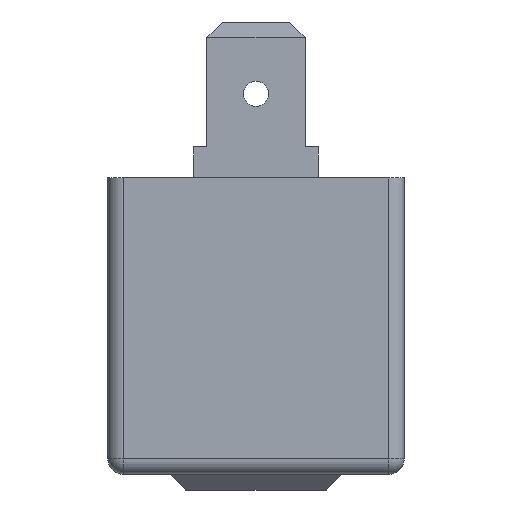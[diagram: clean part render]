
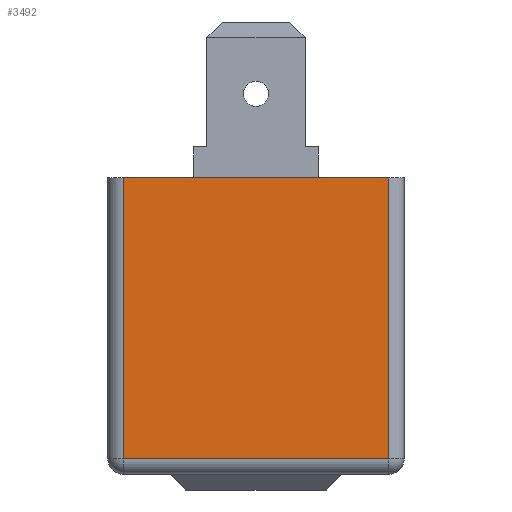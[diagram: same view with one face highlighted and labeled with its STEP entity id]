
A CAD part, left-side view. The second image highlights one B-rep face of the part: STEP entity #3492.
In plain terms, the highlighted planar face has unit normal (-1, 0, 0).
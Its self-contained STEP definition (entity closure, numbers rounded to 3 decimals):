
#89 = CARTESIAN_POINT ( 'NONE',  ( -26.473, -14.442, 15.183 ) ) ;
#116 = DIRECTION ( 'NONE',  ( 0., 0., 1. ) ) ;
#215 = ORIENTED_EDGE ( 'NONE', *, *, #1751, .T. ) ;
#396 = VECTOR ( 'NONE', #2792, 1000. ) ;
#423 = CARTESIAN_POINT ( 'NONE',  ( -26.473, -15.442, 15.183 ) ) ;
#709 = PLANE ( 'NONE',  #3593 ) ;
#722 = DIRECTION ( 'NONE',  ( 0., 0., -1. ) ) ;
#789 = CARTESIAN_POINT ( 'NONE',  ( -26.473, 2.558, 15.183 ) ) ;
#870 = CARTESIAN_POINT ( 'NONE',  ( -26.473, -15.442, -2.817 ) ) ;
#876 = LINE ( 'NONE', #3663, #2825 ) ;
#1145 = DIRECTION ( 'NONE',  ( 0., 0., -1. ) ) ;
#1149 = VERTEX_POINT ( 'NONE', #789 ) ;
#1155 = DIRECTION ( 'NONE',  ( 0., -1., 0. ) ) ;
#1185 = VERTEX_POINT ( 'NONE', #2868 ) ;
#1213 = LINE ( 'NONE', #2879, #396 ) ;
#1339 = VECTOR ( 'NONE', #1155, 1000. ) ;
#1429 = LINE ( 'NONE', #870, #1339 ) ;
#1430 = EDGE_CURVE ( 'NONE', #1185, #2239, #1429, .T. ) ;
#1435 = VECTOR ( 'NONE', #116, 1000. ) ;
#1737 = ORIENTED_EDGE ( 'NONE', *, *, #2300, .F. ) ;
#1751 = EDGE_CURVE ( 'NONE', #2239, #2346, #2195, .T. ) ;
#2188 = FACE_OUTER_BOUND ( 'NONE', #3566, .T. ) ;
#2195 = LINE ( 'NONE', #89, #1435 ) ;
#2239 = VERTEX_POINT ( 'NONE', #3180 ) ;
#2300 = EDGE_CURVE ( 'NONE', #1149, #2346, #1213, .T. ) ;
#2346 = VERTEX_POINT ( 'NONE', #2501 ) ;
#2464 = DIRECTION ( 'NONE',  ( 1., 0., 0. ) ) ;
#2469 = ORIENTED_EDGE ( 'NONE', *, *, #3046, .T. ) ;
#2501 = CARTESIAN_POINT ( 'NONE',  ( -26.473, -14.442, 15.183 ) ) ;
#2792 = DIRECTION ( 'NONE',  ( 0., -1., 0. ) ) ;
#2825 = VECTOR ( 'NONE', #1145, 1000. ) ;
#2868 = CARTESIAN_POINT ( 'NONE',  ( -26.473, 2.558, -2.817 ) ) ;
#2879 = CARTESIAN_POINT ( 'NONE',  ( -26.473, -15.442, 15.183 ) ) ;
#3046 = EDGE_CURVE ( 'NONE', #1149, #1185, #876, .T. ) ;
#3180 = CARTESIAN_POINT ( 'NONE',  ( -26.473, -14.442, -2.817 ) ) ;
#3206 = ORIENTED_EDGE ( 'NONE', *, *, #1430, .T. ) ;
#3492 = ADVANCED_FACE ( 'NONE', ( #2188 ), #709, .F. ) ;
#3566 = EDGE_LOOP ( 'NONE', ( #1737, #2469, #3206, #215 ) ) ;
#3593 = AXIS2_PLACEMENT_3D ( 'NONE', #423, #2464, #722 ) ;
#3663 = CARTESIAN_POINT ( 'NONE',  ( -26.473, 2.558, 15.183 ) ) ;
